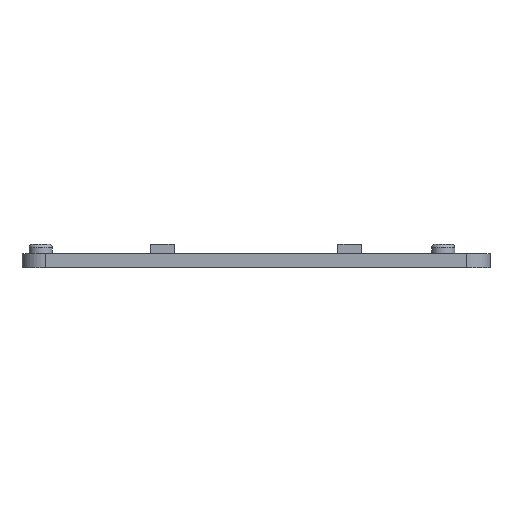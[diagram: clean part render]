
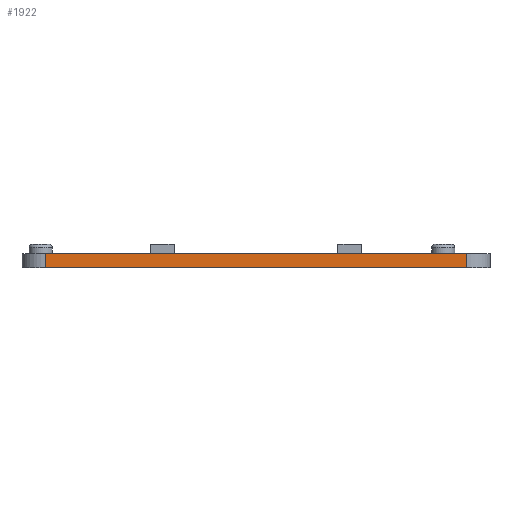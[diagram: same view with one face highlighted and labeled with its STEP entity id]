
A CAD part, front view. The second image highlights one B-rep face of the part: STEP entity #1922.
In plain terms, the highlighted planar face has unit normal (0, -1, 0).
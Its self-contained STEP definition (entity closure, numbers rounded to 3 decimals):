
#316=FACE_OUTER_BOUND('',#446,.T.);
#446=EDGE_LOOP('',(#1679,#1680,#1681,#1682));
#596=LINE('',#3237,#754);
#615=LINE('',#3282,#773);
#616=LINE('',#3285,#774);
#617=LINE('',#3286,#775);
#754=VECTOR('',#2678,10.);
#773=VECTOR('',#2723,10.);
#774=VECTOR('',#2726,10.);
#775=VECTOR('',#2727,10.);
#943=VERTEX_POINT('',#3234);
#944=VERTEX_POINT('',#3236);
#957=VERTEX_POINT('',#3280);
#958=VERTEX_POINT('',#3284);
#1198=EDGE_CURVE('',#943,#944,#596,.T.);
#1221=EDGE_CURVE('',#957,#944,#615,.T.);
#1222=EDGE_CURVE('',#958,#957,#616,.T.);
#1223=EDGE_CURVE('',#958,#943,#617,.T.);
#1679=ORIENTED_EDGE('',*,*,#1222,.T.);
#1680=ORIENTED_EDGE('',*,*,#1221,.T.);
#1681=ORIENTED_EDGE('',*,*,#1198,.F.);
#1682=ORIENTED_EDGE('',*,*,#1223,.F.);
#1820=PLANE('',#2150);
#1922=ADVANCED_FACE('',(#316),#1820,.T.);
#2150=AXIS2_PLACEMENT_3D('',#3283,#2724,#2725);
#2678=DIRECTION('',(1.,0.,0.));
#2723=DIRECTION('',(0.,0.,1.));
#2724=DIRECTION('center_axis',(0.,-1.,0.));
#2725=DIRECTION('ref_axis',(1.,0.,0.));
#2726=DIRECTION('',(1.,0.,0.));
#2727=DIRECTION('',(0.,0.,1.));
#3234=CARTESIAN_POINT('',(-45.,-55.,3.));
#3236=CARTESIAN_POINT('',(45.,-55.,3.));
#3237=CARTESIAN_POINT('',(-45.,-55.,3.));
#3280=CARTESIAN_POINT('',(45.,-55.,0.));
#3282=CARTESIAN_POINT('',(45.,-55.,0.));
#3283=CARTESIAN_POINT('Origin',(-45.,-55.,0.));
#3284=CARTESIAN_POINT('',(-45.,-55.,0.));
#3285=CARTESIAN_POINT('',(-45.,-55.,0.));
#3286=CARTESIAN_POINT('',(-45.,-55.,0.));
